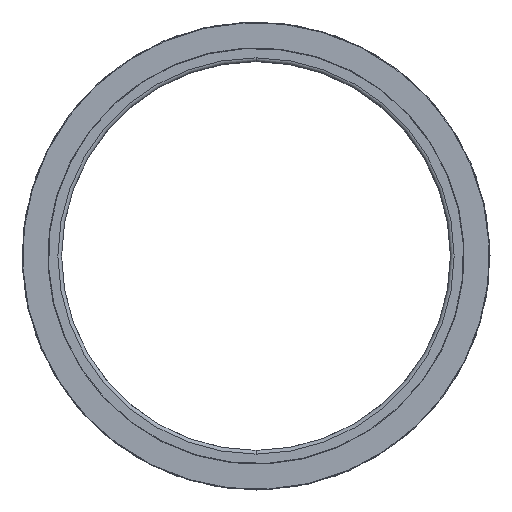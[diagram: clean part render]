
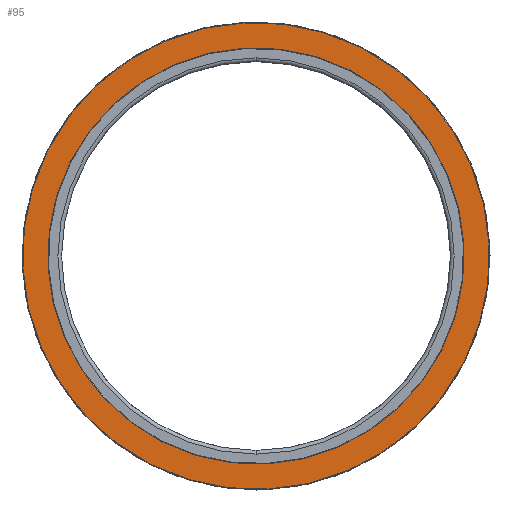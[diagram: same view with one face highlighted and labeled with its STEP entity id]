
A CAD part, front view. The second image highlights one B-rep face of the part: STEP entity #95.
In plain terms, the highlighted face is planar.
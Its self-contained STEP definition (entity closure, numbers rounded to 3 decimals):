
#95 = ADVANCED_FACE ( 'NONE', ( #2056, #2593 ), #3490, .T. ) ;
#799 = VERTEX_POINT ( 'NONE', #5912 ) ;
#1263 = CIRCLE ( 'NONE', #6666, 119.7 ) ;
#1304 = CARTESIAN_POINT ( 'NONE',  ( -106.5, 25., 0. ) ) ;
#1514 = CARTESIAN_POINT ( 'NONE',  ( 106.8, 25., 0. ) ) ;
#1530 = ORIENTED_EDGE ( 'NONE', *, *, #3103, .T. ) ;
#1832 = VERTEX_POINT ( 'NONE', #1514 ) ;
#1961 = ORIENTED_EDGE ( 'NONE', *, *, #5546, .T. ) ;
#2056 = FACE_OUTER_BOUND ( 'NONE', #3778, .T. ) ;
#2537 = VERTEX_POINT ( 'NONE', #5160 ) ;
#2593 = FACE_BOUND ( 'NONE', #9464, .T. ) ;
#2953 = CIRCLE ( 'NONE', #5470, 106.8 ) ;
#3103 = EDGE_CURVE ( 'NONE', #799, #8140, #1263, .T. ) ;
#3245 = CARTESIAN_POINT ( 'NONE',  ( 0., 25., 0. ) ) ;
#3490 = PLANE ( 'NONE',  #3815 ) ;
#3727 = DIRECTION ( 'NONE',  ( 0., 1., 0. ) ) ;
#3778 = EDGE_LOOP ( 'NONE', ( #1530, #3931 ) ) ;
#3815 = AXIS2_PLACEMENT_3D ( 'NONE', #1304, #5665, #6568 ) ;
#3931 = ORIENTED_EDGE ( 'NONE', *, *, #6394, .T. ) ;
#4132 = DIRECTION ( 'NONE',  ( 0., -1., 0. ) ) ;
#4466 = DIRECTION ( 'NONE',  ( 0., 1., 0. ) ) ;
#4510 = CIRCLE ( 'NONE', #7220, 106.8 ) ;
#4981 = AXIS2_PLACEMENT_3D ( 'NONE', #9851, #3727, #9101 ) ;
#5143 = CIRCLE ( 'NONE', #4981, 119.7 ) ;
#5160 = CARTESIAN_POINT ( 'NONE',  ( -106.8, 25., 0. ) ) ;
#5470 = AXIS2_PLACEMENT_3D ( 'NONE', #5522, #5578, #6331 ) ;
#5522 = CARTESIAN_POINT ( 'NONE',  ( 0., 25., 0. ) ) ;
#5546 = EDGE_CURVE ( 'NONE', #2537, #1832, #2953, .T. ) ;
#5578 = DIRECTION ( 'NONE',  ( 0., -1., 0. ) ) ;
#5665 = DIRECTION ( 'NONE',  ( 0., 1., 0. ) ) ;
#5907 = CARTESIAN_POINT ( 'NONE',  ( 0., 25., 0. ) ) ;
#5912 = CARTESIAN_POINT ( 'NONE',  ( 119.7, 25., 0. ) ) ;
#6331 = DIRECTION ( 'NONE',  ( -1., 0., 0. ) ) ;
#6394 = EDGE_CURVE ( 'NONE', #8140, #799, #5143, .T. ) ;
#6568 = DIRECTION ( 'NONE',  ( -1., 0., 0. ) ) ;
#6666 = AXIS2_PLACEMENT_3D ( 'NONE', #5907, #4466, #8205 ) ;
#6721 = EDGE_CURVE ( 'NONE', #1832, #2537, #4510, .T. ) ;
#7169 = DIRECTION ( 'NONE',  ( -1., 0., 0. ) ) ;
#7220 = AXIS2_PLACEMENT_3D ( 'NONE', #3245, #4132, #7169 ) ;
#8140 = VERTEX_POINT ( 'NONE', #9566 ) ;
#8205 = DIRECTION ( 'NONE',  ( -1., 0., 0. ) ) ;
#8723 = ORIENTED_EDGE ( 'NONE', *, *, #6721, .T. ) ;
#9101 = DIRECTION ( 'NONE',  ( -1., 0., 0. ) ) ;
#9464 = EDGE_LOOP ( 'NONE', ( #1961, #8723 ) ) ;
#9566 = CARTESIAN_POINT ( 'NONE',  ( -119.7, 25., 0. ) ) ;
#9851 = CARTESIAN_POINT ( 'NONE',  ( 0., 25., 0. ) ) ;
